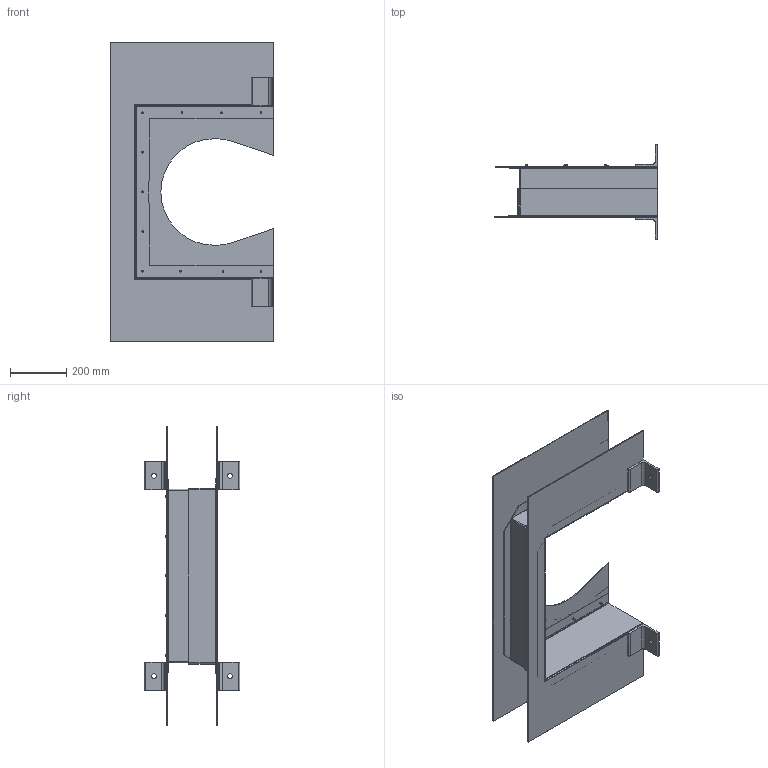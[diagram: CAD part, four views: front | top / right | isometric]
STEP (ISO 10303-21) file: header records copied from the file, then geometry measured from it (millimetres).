
FILE_DESCRIPTION((''),'2;1');
FILE_NAME('4009003016557-Silodurchführung d = 400.stp','2014-02-12T15:40:49',('praktikant'),(''),'Autodesk Inventor 2013','Autodesk Inventor 2013','');
FILE_SCHEMA(('AUTOMOTIVE_DESIGN { 1 0 10303 214 1 1 1 1 }'));
Length unit declared in the file: millimetre
Products named in the file (11): _Zusammenbau; _Pos 1 manschette aussen mit Winkel; _Manschette aussen; _Platte aussen; _Pos 4 (a+b) - L80x80x8-100; _Pos 2 manschette innen; _Platte innen; _Manschette innen; _Pos 3 Gummi 3mm; _Pos 6-Konterblech; KK 2075045519 Bohrschraube DIN 7504 ST5.5x19-K Stahl gehärtet verzinkt
Assembly tree (23 placements, depth 3):
  _Zusammenbau
    _Pos 1 manschette aussen mit Winkel
      _Manschette aussen
      _Platte aussen
      _Pos 4 (a+b) - L80x80x8-100  x2
    _Pos 2 manschette innen
      _Platte innen
      _Manschette innen
    _Pos 3 Gummi 3mm
    _Pos 6-Konterblech
    _Pos 4 (a+b) - L80x80x8-100  x2
    KK 2075045519 Bohrschraube DIN 7504 ST5.5x19-K Stahl gehärtet verzinkt  x11
Bounding box: 582 x 341 x 1070 mm (x, y, z)
Volume: 4891051.2 mm3; surface area: 3201763.5 mm2
Topology: 21 solids, 21 shells, 542 faces, 1329 edges, 829 vertices
Faces by surface type: plane 287, cone 110, cylinder 96, sphere 22, bspline 16, torus 11
Full cylindrical faces by diameter (mm): 5 x11, 5.5 x11, 11 x11, 18 x4
Entity records: 8681 total; most frequent: CARTESIAN_POINT 2875, DIRECTION 1101, ORIENTED_EDGE 1044, EDGE_CURVE 522, VECTOR 381, LINE 381, AXIS2_PLACEMENT_3D 360, VERTEX_POINT 331
